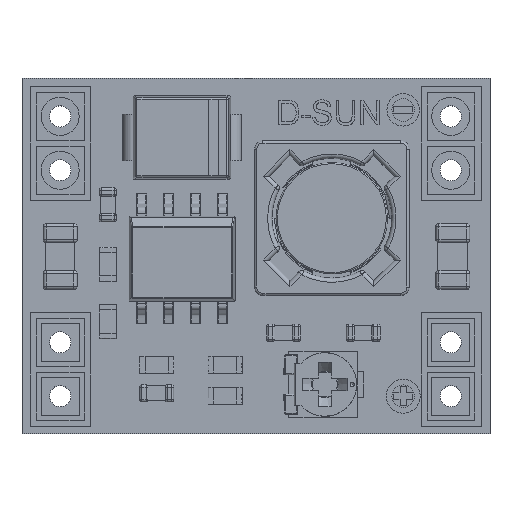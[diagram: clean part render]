
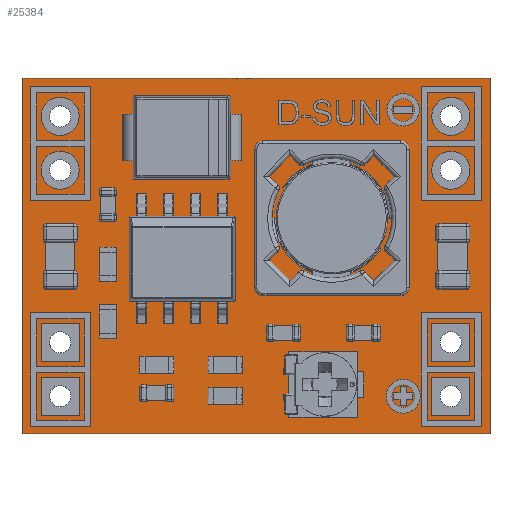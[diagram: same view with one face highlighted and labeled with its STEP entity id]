
A CAD part, top view. The second image highlights one B-rep face of the part: STEP entity #25384.
In plain terms, the highlighted planar face has unit normal (0, 0, 1).
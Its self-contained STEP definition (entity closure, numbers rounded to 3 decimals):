
#1567=CIRCLE('',#27046,0.9);
#1568=CIRCLE('',#27047,0.9);
#1569=CIRCLE('',#27048,0.9);
#1570=CIRCLE('',#27049,0.9);
#1571=CIRCLE('',#27050,0.9);
#1572=CIRCLE('',#27051,0.9);
#1573=CIRCLE('',#27052,0.9);
#1574=CIRCLE('',#27053,0.9);
#2527=FACE_BOUND('',#5338,.T.);
#2528=FACE_BOUND('',#5339,.T.);
#2529=FACE_BOUND('',#5340,.T.);
#2530=FACE_BOUND('',#5341,.T.);
#2531=FACE_BOUND('',#5342,.T.);
#2532=FACE_BOUND('',#5343,.T.);
#2533=FACE_BOUND('',#5344,.T.);
#2534=FACE_BOUND('',#5345,.T.);
#3786=FACE_OUTER_BOUND('',#5337,.T.);
#5337=EDGE_LOOP('',(#17307,#17308,#17309,#17310));
#5338=EDGE_LOOP('',(#17311,#17312,#17313,#17314));
#5339=EDGE_LOOP('',(#17315,#17316,#17317,#17318));
#5340=EDGE_LOOP('',(#17319,#17320,#17321,#17322));
#5341=EDGE_LOOP('',(#17323,#17324,#17325,#17326));
#5342=EDGE_LOOP('',(#17327,#17328));
#5343=EDGE_LOOP('',(#17329,#17330));
#5344=EDGE_LOOP('',(#17331,#17332));
#5345=EDGE_LOOP('',(#17333,#17334));
#6937=LINE('',#36135,#9088);
#6941=LINE('',#36143,#9092);
#6944=LINE('',#36149,#9095);
#6947=LINE('',#36154,#9098);
#6949=LINE('',#36159,#9100);
#6953=LINE('',#36167,#9104);
#6956=LINE('',#36173,#9107);
#6959=LINE('',#36178,#9110);
#6961=LINE('',#36183,#9112);
#6965=LINE('',#36191,#9116);
#6968=LINE('',#36197,#9119);
#6971=LINE('',#36202,#9122);
#6973=LINE('',#36207,#9124);
#6977=LINE('',#36215,#9128);
#6980=LINE('',#36221,#9131);
#6983=LINE('',#36226,#9134);
#6986=LINE('',#36233,#9137);
#6991=LINE('',#36242,#9142);
#6992=LINE('',#36245,#9143);
#6993=LINE('',#36246,#9144);
#9088=VECTOR('',#29349,10.);
#9092=VECTOR('',#29355,10.);
#9095=VECTOR('',#29360,10.);
#9098=VECTOR('',#29365,10.);
#9100=VECTOR('',#29369,10.);
#9104=VECTOR('',#29375,10.);
#9107=VECTOR('',#29380,10.);
#9110=VECTOR('',#29385,10.);
#9112=VECTOR('',#29389,10.);
#9116=VECTOR('',#29395,10.);
#9119=VECTOR('',#29400,10.);
#9122=VECTOR('',#29405,10.);
#9124=VECTOR('',#29409,10.);
#9128=VECTOR('',#29415,10.);
#9131=VECTOR('',#29420,10.);
#9134=VECTOR('',#29425,10.);
#9137=VECTOR('',#29430,1.);
#9142=VECTOR('',#29437,1.);
#9143=VECTOR('',#29440,1.);
#9144=VECTOR('',#29441,1.);
#11239=VERTEX_POINT('',#36133);
#11240=VERTEX_POINT('',#36134);
#11243=VERTEX_POINT('',#36142);
#11245=VERTEX_POINT('',#36148);
#11247=VERTEX_POINT('',#36157);
#11248=VERTEX_POINT('',#36158);
#11251=VERTEX_POINT('',#36166);
#11253=VERTEX_POINT('',#36172);
#11255=VERTEX_POINT('',#36181);
#11256=VERTEX_POINT('',#36182);
#11259=VERTEX_POINT('',#36190);
#11261=VERTEX_POINT('',#36196);
#11263=VERTEX_POINT('',#36205);
#11264=VERTEX_POINT('',#36206);
#11267=VERTEX_POINT('',#36214);
#11269=VERTEX_POINT('',#36220);
#11272=VERTEX_POINT('',#36230);
#11273=VERTEX_POINT('',#36232);
#11276=VERTEX_POINT('',#36240);
#11277=VERTEX_POINT('',#36244);
#11278=VERTEX_POINT('',#36247);
#11279=VERTEX_POINT('',#36248);
#11280=VERTEX_POINT('',#36251);
#11281=VERTEX_POINT('',#36252);
#11282=VERTEX_POINT('',#36255);
#11283=VERTEX_POINT('',#36256);
#11284=VERTEX_POINT('',#36259);
#11285=VERTEX_POINT('',#36260);
#13514=EDGE_CURVE('',#11239,#11240,#6937,.T.);
#13518=EDGE_CURVE('',#11240,#11243,#6941,.T.);
#13521=EDGE_CURVE('',#11245,#11239,#6944,.T.);
#13524=EDGE_CURVE('',#11243,#11245,#6947,.T.);
#13526=EDGE_CURVE('',#11247,#11248,#6949,.T.);
#13530=EDGE_CURVE('',#11248,#11251,#6953,.T.);
#13533=EDGE_CURVE('',#11253,#11247,#6956,.T.);
#13536=EDGE_CURVE('',#11251,#11253,#6959,.T.);
#13538=EDGE_CURVE('',#11255,#11256,#6961,.T.);
#13542=EDGE_CURVE('',#11256,#11259,#6965,.T.);
#13545=EDGE_CURVE('',#11261,#11255,#6968,.T.);
#13548=EDGE_CURVE('',#11259,#11261,#6971,.T.);
#13550=EDGE_CURVE('',#11263,#11264,#6973,.T.);
#13554=EDGE_CURVE('',#11264,#11267,#6977,.T.);
#13557=EDGE_CURVE('',#11269,#11263,#6980,.T.);
#13560=EDGE_CURVE('',#11267,#11269,#6983,.T.);
#13563=EDGE_CURVE('',#11272,#11273,#6986,.T.);
#13568=EDGE_CURVE('',#11272,#11276,#6991,.T.);
#13569=EDGE_CURVE('',#11276,#11277,#6992,.T.);
#13570=EDGE_CURVE('',#11273,#11277,#6993,.T.);
#13571=EDGE_CURVE('',#11278,#11279,#1567,.T.);
#13572=EDGE_CURVE('',#11279,#11278,#1568,.T.);
#13573=EDGE_CURVE('',#11280,#11281,#1569,.T.);
#13574=EDGE_CURVE('',#11281,#11280,#1570,.T.);
#13575=EDGE_CURVE('',#11282,#11283,#1571,.T.);
#13576=EDGE_CURVE('',#11283,#11282,#1572,.T.);
#13577=EDGE_CURVE('',#11284,#11285,#1573,.T.);
#13578=EDGE_CURVE('',#11285,#11284,#1574,.T.);
#17307=ORIENTED_EDGE('',*,*,#13563,.F.);
#17308=ORIENTED_EDGE('',*,*,#13568,.T.);
#17309=ORIENTED_EDGE('',*,*,#13569,.T.);
#17310=ORIENTED_EDGE('',*,*,#13570,.F.);
#17311=ORIENTED_EDGE('',*,*,#13548,.T.);
#17312=ORIENTED_EDGE('',*,*,#13545,.T.);
#17313=ORIENTED_EDGE('',*,*,#13538,.T.);
#17314=ORIENTED_EDGE('',*,*,#13542,.T.);
#17315=ORIENTED_EDGE('',*,*,#13536,.T.);
#17316=ORIENTED_EDGE('',*,*,#13533,.T.);
#17317=ORIENTED_EDGE('',*,*,#13526,.T.);
#17318=ORIENTED_EDGE('',*,*,#13530,.T.);
#17319=ORIENTED_EDGE('',*,*,#13524,.T.);
#17320=ORIENTED_EDGE('',*,*,#13521,.T.);
#17321=ORIENTED_EDGE('',*,*,#13514,.T.);
#17322=ORIENTED_EDGE('',*,*,#13518,.T.);
#17323=ORIENTED_EDGE('',*,*,#13560,.T.);
#17324=ORIENTED_EDGE('',*,*,#13557,.T.);
#17325=ORIENTED_EDGE('',*,*,#13550,.T.);
#17326=ORIENTED_EDGE('',*,*,#13554,.T.);
#17327=ORIENTED_EDGE('',*,*,#13571,.F.);
#17328=ORIENTED_EDGE('',*,*,#13572,.F.);
#17329=ORIENTED_EDGE('',*,*,#13573,.F.);
#17330=ORIENTED_EDGE('',*,*,#13574,.F.);
#17331=ORIENTED_EDGE('',*,*,#13575,.F.);
#17332=ORIENTED_EDGE('',*,*,#13576,.F.);
#17333=ORIENTED_EDGE('',*,*,#13577,.F.);
#17334=ORIENTED_EDGE('',*,*,#13578,.F.);
#24695=PLANE('',#27045);
#25384=ADVANCED_FACE('',(#3786,#2527,#2528,#2529,#2530,#2531,#2532,#2533,
#2534),#24695,.T.);
#27045=AXIS2_PLACEMENT_3D('',#36243,#29438,#29439);
#27046=AXIS2_PLACEMENT_3D('',#36249,#29442,#29443);
#27047=AXIS2_PLACEMENT_3D('',#36250,#29444,#29445);
#27048=AXIS2_PLACEMENT_3D('',#36253,#29446,#29447);
#27049=AXIS2_PLACEMENT_3D('',#36254,#29448,#29449);
#27050=AXIS2_PLACEMENT_3D('',#36257,#29450,#29451);
#27051=AXIS2_PLACEMENT_3D('',#36258,#29452,#29453);
#27052=AXIS2_PLACEMENT_3D('',#36261,#29454,#29455);
#27053=AXIS2_PLACEMENT_3D('',#36262,#29456,#29457);
#29349=DIRECTION('',(0.,1.,0.));
#29355=DIRECTION('',(1.,0.,0.));
#29360=DIRECTION('',(-1.,0.,0.));
#29365=DIRECTION('',(0.,-1.,0.));
#29369=DIRECTION('',(0.,1.,0.));
#29375=DIRECTION('',(1.,0.,0.));
#29380=DIRECTION('',(-1.,0.,0.));
#29385=DIRECTION('',(0.,-1.,0.));
#29389=DIRECTION('',(0.,1.,0.));
#29395=DIRECTION('',(1.,0.,0.));
#29400=DIRECTION('',(-1.,0.,0.));
#29405=DIRECTION('',(0.,-1.,0.));
#29409=DIRECTION('',(0.,1.,0.));
#29415=DIRECTION('',(1.,0.,0.));
#29420=DIRECTION('',(-1.,0.,0.));
#29425=DIRECTION('',(0.,-1.,0.));
#29430=DIRECTION('',(0.,1.,0.));
#29437=DIRECTION('',(1.,0.,0.));
#29438=DIRECTION('center_axis',(0.,0.,1.));
#29439=DIRECTION('ref_axis',(1.,0.,0.));
#29440=DIRECTION('',(0.,1.,0.));
#29441=DIRECTION('',(1.,0.,0.));
#29442=DIRECTION('center_axis',(0.,0.,1.));
#29443=DIRECTION('ref_axis',(1.,0.,0.));
#29444=DIRECTION('center_axis',(0.,0.,1.));
#29445=DIRECTION('ref_axis',(1.,0.,0.));
#29446=DIRECTION('center_axis',(0.,0.,1.));
#29447=DIRECTION('ref_axis',(1.,0.,0.));
#29448=DIRECTION('center_axis',(0.,0.,1.));
#29449=DIRECTION('ref_axis',(1.,0.,0.));
#29450=DIRECTION('center_axis',(0.,0.,1.));
#29451=DIRECTION('ref_axis',(1.,0.,0.));
#29452=DIRECTION('center_axis',(0.,0.,1.));
#29453=DIRECTION('ref_axis',(1.,0.,0.));
#29454=DIRECTION('center_axis',(0.,0.,1.));
#29455=DIRECTION('ref_axis',(1.,0.,0.));
#29456=DIRECTION('center_axis',(0.,0.,1.));
#29457=DIRECTION('ref_axis',(1.,0.,0.));
#36133=CARTESIAN_POINT('',(19.35,0.88,1.));
#36134=CARTESIAN_POINT('',(19.35,2.68,1.));
#36135=CARTESIAN_POINT('',(19.35,0.44,1.));
#36142=CARTESIAN_POINT('',(21.15,2.68,1.));
#36143=CARTESIAN_POINT('',(9.675,2.68,1.));
#36148=CARTESIAN_POINT('',(21.15,0.88,1.));
#36149=CARTESIAN_POINT('',(10.575,0.88,1.));
#36154=CARTESIAN_POINT('',(21.15,1.34,1.));
#36157=CARTESIAN_POINT('',(0.9,3.42,1.));
#36158=CARTESIAN_POINT('',(0.9,5.22,1.));
#36159=CARTESIAN_POINT('',(0.9,1.71,1.));
#36166=CARTESIAN_POINT('',(2.7,5.22,1.));
#36167=CARTESIAN_POINT('',(0.45,5.22,1.));
#36172=CARTESIAN_POINT('',(2.7,3.42,1.));
#36173=CARTESIAN_POINT('',(1.35,3.42,1.));
#36178=CARTESIAN_POINT('',(2.7,2.61,1.));
#36181=CARTESIAN_POINT('',(19.35,3.42,1.));
#36182=CARTESIAN_POINT('',(19.35,5.22,1.));
#36183=CARTESIAN_POINT('',(19.35,1.71,1.));
#36190=CARTESIAN_POINT('',(21.15,5.22,1.));
#36191=CARTESIAN_POINT('',(9.675,5.22,1.));
#36196=CARTESIAN_POINT('',(21.15,3.42,1.));
#36197=CARTESIAN_POINT('',(10.575,3.42,1.));
#36202=CARTESIAN_POINT('',(21.15,2.61,1.));
#36205=CARTESIAN_POINT('',(0.9,0.88,1.));
#36206=CARTESIAN_POINT('',(0.9,2.68,1.));
#36207=CARTESIAN_POINT('',(0.9,0.44,1.));
#36214=CARTESIAN_POINT('',(2.7,2.68,1.));
#36215=CARTESIAN_POINT('',(0.45,2.68,1.));
#36220=CARTESIAN_POINT('',(2.7,0.88,1.));
#36221=CARTESIAN_POINT('',(1.35,0.88,1.));
#36226=CARTESIAN_POINT('',(2.7,1.34,1.));
#36230=CARTESIAN_POINT('',(0.,0.,1.));
#36232=CARTESIAN_POINT('',(0.,16.8,1.));
#36233=CARTESIAN_POINT('',(0.,0.,1.));
#36240=CARTESIAN_POINT('',(22.1,0.,1.));
#36242=CARTESIAN_POINT('',(0.,0.,1.));
#36243=CARTESIAN_POINT('Origin',(0.,0.,1.));
#36244=CARTESIAN_POINT('',(22.1,16.8,1.));
#36245=CARTESIAN_POINT('',(22.1,0.,1.));
#36246=CARTESIAN_POINT('',(0.,16.8,1.));
#36247=CARTESIAN_POINT('',(21.15,12.45,1.));
#36248=CARTESIAN_POINT('',(19.35,12.45,1.));
#36249=CARTESIAN_POINT('Origin',(20.25,12.45,1.));
#36250=CARTESIAN_POINT('Origin',(20.25,12.45,1.));
#36251=CARTESIAN_POINT('',(21.15,14.99,1.));
#36252=CARTESIAN_POINT('',(19.35,14.99,1.));
#36253=CARTESIAN_POINT('Origin',(20.25,14.99,1.));
#36254=CARTESIAN_POINT('Origin',(20.25,14.99,1.));
#36255=CARTESIAN_POINT('',(2.7,14.99,1.));
#36256=CARTESIAN_POINT('',(0.9,14.99,1.));
#36257=CARTESIAN_POINT('Origin',(1.8,14.99,1.));
#36258=CARTESIAN_POINT('Origin',(1.8,14.99,1.));
#36259=CARTESIAN_POINT('',(2.7,12.45,1.));
#36260=CARTESIAN_POINT('',(0.9,12.45,1.));
#36261=CARTESIAN_POINT('Origin',(1.8,12.45,1.));
#36262=CARTESIAN_POINT('Origin',(1.8,12.45,1.));
